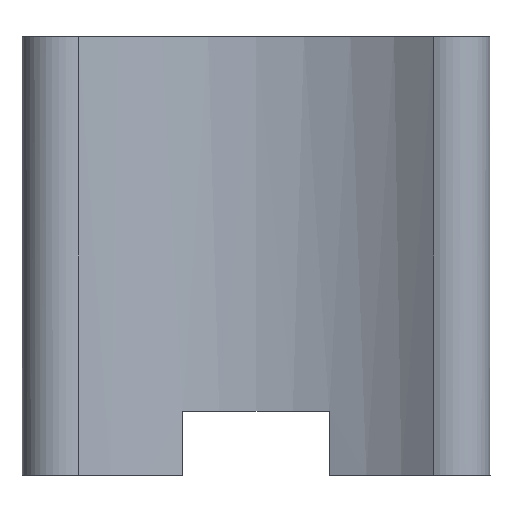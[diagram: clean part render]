
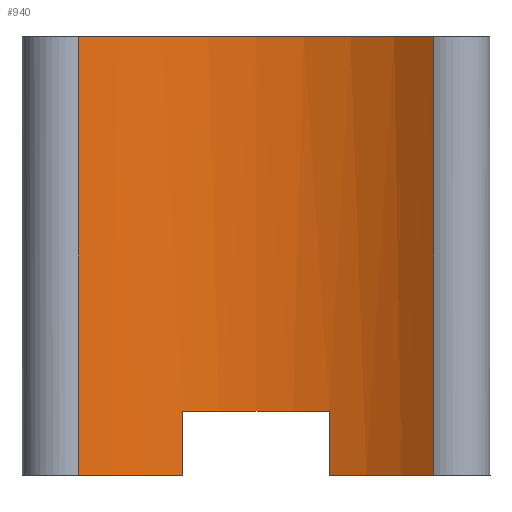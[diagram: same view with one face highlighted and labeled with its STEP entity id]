
A CAD part, front view. The second image highlights one B-rep face of the part: STEP entity #940.
In plain terms, the highlighted cylindrical face has radius 28.5 mm (diameter 57 mm), a partial arc.
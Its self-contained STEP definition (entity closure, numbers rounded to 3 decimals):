
#36=CYLINDRICAL_SURFACE('',#1060,28.5);
#61=CIRCLE('',#966,28.5);
#68=CIRCLE('',#976,28.5);
#72=CIRCLE('',#983,28.5);
#98=CIRCLE('',#1041,28.5);
#154=FACE_OUTER_BOUND('',#218,.T.);
#218=EDGE_LOOP('',(#811,#812,#813,#814,#815,#816,#817,#818));
#229=LINE('',#1378,#304);
#235=LINE('',#1392,#310);
#296=LINE('',#1647,#371);
#297=LINE('',#1648,#372);
#304=VECTOR('',#1079,10.);
#310=VECTOR('',#1091,10.);
#371=VECTOR('',#1338,10.);
#372=VECTOR('',#1339,10.);
#379=VERTEX_POINT('',#1376);
#380=VERTEX_POINT('',#1377);
#383=VERTEX_POINT('',#1385);
#385=VERTEX_POINT('',#1391);
#401=VERTEX_POINT('',#1428);
#407=VERTEX_POINT('',#1442);
#454=VERTEX_POINT('',#1610);
#455=VERTEX_POINT('',#1612);
#467=EDGE_CURVE('',#379,#380,#229,.T.);
#471=EDGE_CURVE('',#383,#379,#61,.T.);
#474=EDGE_CURVE('',#385,#383,#235,.T.);
#493=EDGE_CURVE('',#385,#401,#68,.T.);
#501=EDGE_CURVE('',#407,#380,#72,.T.);
#571=EDGE_CURVE('',#455,#454,#98,.T.);
#587=EDGE_CURVE('',#455,#407,#296,.T.);
#588=EDGE_CURVE('',#454,#401,#297,.T.);
#811=ORIENTED_EDGE('',*,*,#467,.T.);
#812=ORIENTED_EDGE('',*,*,#501,.F.);
#813=ORIENTED_EDGE('',*,*,#587,.F.);
#814=ORIENTED_EDGE('',*,*,#571,.T.);
#815=ORIENTED_EDGE('',*,*,#588,.T.);
#816=ORIENTED_EDGE('',*,*,#493,.F.);
#817=ORIENTED_EDGE('',*,*,#474,.T.);
#818=ORIENTED_EDGE('',*,*,#471,.T.);
#940=ADVANCED_FACE('',(#154),#36,.F.);
#966=AXIS2_PLACEMENT_3D('',#1386,#1085,#1086);
#976=AXIS2_PLACEMENT_3D('',#1429,#1120,#1121);
#983=AXIS2_PLACEMENT_3D('',#1444,#1136,#1137);
#1041=AXIS2_PLACEMENT_3D('',#1613,#1291,#1292);
#1060=AXIS2_PLACEMENT_3D('',#1646,#1336,#1337);
#1079=DIRECTION('',(0.,0.,-1.));
#1085=DIRECTION('center_axis',(0.,0.,-1.));
#1086=DIRECTION('ref_axis',(1.,0.,0.));
#1091=DIRECTION('',(0.,0.,1.));
#1120=DIRECTION('center_axis',(0.,0.,1.));
#1121=DIRECTION('ref_axis',(1.,0.,0.));
#1136=DIRECTION('center_axis',(0.,0.,1.));
#1137=DIRECTION('ref_axis',(1.,0.,0.));
#1291=DIRECTION('center_axis',(0.,0.,1.));
#1292=DIRECTION('ref_axis',(1.,0.,0.));
#1336=DIRECTION('center_axis',(0.,0.,-1.));
#1337=DIRECTION('ref_axis',(1.,0.,0.));
#1338=DIRECTION('',(0.,0.,-1.));
#1339=DIRECTION('',(0.,0.,-1.));
#1376=CARTESIAN_POINT('',(7.5,27.495,-38.4));
#1377=CARTESIAN_POINT('',(7.5,27.495,-45.));
#1378=CARTESIAN_POINT('',(7.5,27.495,0.));
#1385=CARTESIAN_POINT('',(-7.5,27.495,-38.4));
#1386=CARTESIAN_POINT('Origin',(0.,0.,-38.4));
#1391=CARTESIAN_POINT('',(-7.5,27.495,-45.));
#1392=CARTESIAN_POINT('',(-7.5,27.495,0.));
#1428=CARTESIAN_POINT('',(-18.212,21.922,-45.));
#1429=CARTESIAN_POINT('Origin',(0.,0.,-45.));
#1442=CARTESIAN_POINT('',(18.212,21.922,-45.));
#1444=CARTESIAN_POINT('Origin',(0.,0.,-45.));
#1610=CARTESIAN_POINT('',(-18.212,21.922,0.));
#1612=CARTESIAN_POINT('',(18.212,21.922,0.));
#1613=CARTESIAN_POINT('Origin',(0.,0.,0.));
#1646=CARTESIAN_POINT('Origin',(0.,0.,0.));
#1647=CARTESIAN_POINT('',(18.212,21.922,0.));
#1648=CARTESIAN_POINT('',(-18.212,21.922,0.));
